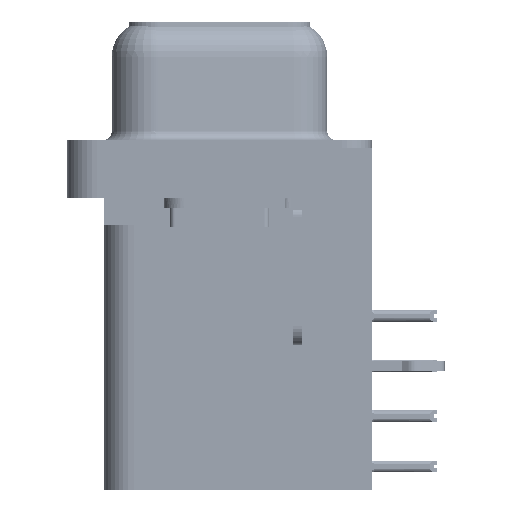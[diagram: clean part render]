
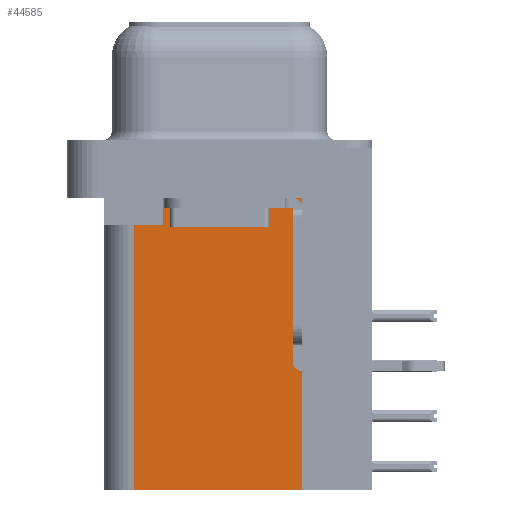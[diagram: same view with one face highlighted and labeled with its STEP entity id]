
A CAD part, left-side view. The second image highlights one B-rep face of the part: STEP entity #44585.
In plain terms, the highlighted planar face has unit normal (-1, 0, 0).
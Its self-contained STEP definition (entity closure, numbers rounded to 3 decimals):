
#1901 = EDGE_CURVE ( 'NONE', #49974, #3527, #22935, .T. ) ;
#2685 = VECTOR ( 'NONE', #41133, 1000. ) ;
#2692 = VECTOR ( 'NONE', #55099, 1000. ) ;
#3527 = VERTEX_POINT ( 'NONE', #44173 ) ;
#3860 = CARTESIAN_POINT ( 'NONE',  ( 3.75, -4.2, -17.3 ) ) ;
#4119 = DIRECTION ( 'NONE',  ( 0., 1., 0. ) ) ;
#7482 = EDGE_CURVE ( 'NONE', #56654, #10850, #55081, .T. ) ;
#9819 = CARTESIAN_POINT ( 'NONE',  ( 3.75, -4.2, -17.3 ) ) ;
#9886 = VECTOR ( 'NONE', #4119, 1000. ) ;
#10182 = ORIENTED_EDGE ( 'NONE', *, *, #7482, .T. ) ;
#10850 = VERTEX_POINT ( 'NONE', #65050 ) ;
#11039 = CARTESIAN_POINT ( 'NONE',  ( 3.75, -4.2, -2.5 ) ) ;
#12311 = AXIS2_PLACEMENT_3D ( 'NONE', #56105, #28881, #67168 ) ;
#12826 = VECTOR ( 'NONE', #26169, 1000. ) ;
#15015 = DIRECTION ( 'NONE',  ( 0., 1., 0. ) ) ;
#17422 = LINE ( 'NONE', #35564, #2685 ) ;
#18885 = EDGE_LOOP ( 'NONE', ( #10182, #42961, #21126, #57713, #25375, #64722 ) ) ;
#20286 = LINE ( 'NONE', #3860, #46202 ) ;
#21126 = ORIENTED_EDGE ( 'NONE', *, *, #1901, .T. ) ;
#22935 = LINE ( 'NONE', #37723, #9886 ) ;
#25375 = ORIENTED_EDGE ( 'NONE', *, *, #62864, .F. ) ;
#26169 = DIRECTION ( 'NONE',  ( 0., 1., 0. ) ) ;
#27516 = CARTESIAN_POINT ( 'NONE',  ( 3.75, 2.85, -3.9 ) ) ;
#28881 = DIRECTION ( 'NONE',  ( 1., 0., 0. ) ) ;
#33614 = CARTESIAN_POINT ( 'NONE',  ( 3.75, -4.2, -17.3 ) ) ;
#35564 = CARTESIAN_POINT ( 'NONE',  ( 3.75, 2.85, -3.9 ) ) ;
#37723 = CARTESIAN_POINT ( 'NONE',  ( 3.75, 0., -3.9 ) ) ;
#39144 = DIRECTION ( 'NONE',  ( 0., 0., 1. ) ) ;
#41133 = DIRECTION ( 'NONE',  ( 0., 0., -1. ) ) ;
#42961 = ORIENTED_EDGE ( 'NONE', *, *, #46868, .T. ) ;
#44173 = CARTESIAN_POINT ( 'NONE',  ( 3.75, 4.35, -3.9 ) ) ;
#44585 = ADVANCED_FACE ( 'NONE', ( #67635 ), #61632, .F. ) ;
#46202 = VECTOR ( 'NONE', #15015, 1000. ) ;
#46868 = EDGE_CURVE ( 'NONE', #10850, #49974, #17422, .T. ) ;
#46872 = LINE ( 'NONE', #49675, #2692 ) ;
#49001 = VECTOR ( 'NONE', #39144, 1000. ) ;
#49675 = CARTESIAN_POINT ( 'NONE',  ( 3.75, 4.35, -17.3 ) ) ;
#49974 = VERTEX_POINT ( 'NONE', #27516 ) ;
#50722 = LINE ( 'NONE', #33614, #49001 ) ;
#51097 = VERTEX_POINT ( 'NONE', #9819 ) ;
#52765 = CARTESIAN_POINT ( 'NONE',  ( 3.75, 4.35, -17.3 ) ) ;
#55081 = LINE ( 'NONE', #58994, #12826 ) ;
#55099 = DIRECTION ( 'NONE',  ( 0., 0., 1. ) ) ;
#55494 = EDGE_CURVE ( 'NONE', #51097, #56654, #50722, .T. ) ;
#56105 = CARTESIAN_POINT ( 'NONE',  ( 3.75, -4.2, -17.3 ) ) ;
#56654 = VERTEX_POINT ( 'NONE', #11039 ) ;
#57713 = ORIENTED_EDGE ( 'NONE', *, *, #58715, .F. ) ;
#58715 = EDGE_CURVE ( 'NONE', #66717, #3527, #46872, .T. ) ;
#58994 = CARTESIAN_POINT ( 'NONE',  ( 3.75, -4.2, -2.5 ) ) ;
#61632 = PLANE ( 'NONE',  #12311 ) ;
#62864 = EDGE_CURVE ( 'NONE', #51097, #66717, #20286, .T. ) ;
#64722 = ORIENTED_EDGE ( 'NONE', *, *, #55494, .T. ) ;
#65050 = CARTESIAN_POINT ( 'NONE',  ( 3.75, 2.85, -2.5 ) ) ;
#66717 = VERTEX_POINT ( 'NONE', #52765 ) ;
#67168 = DIRECTION ( 'NONE',  ( 0., 1., 0. ) ) ;
#67635 = FACE_OUTER_BOUND ( 'NONE', #18885, .T. ) ;
